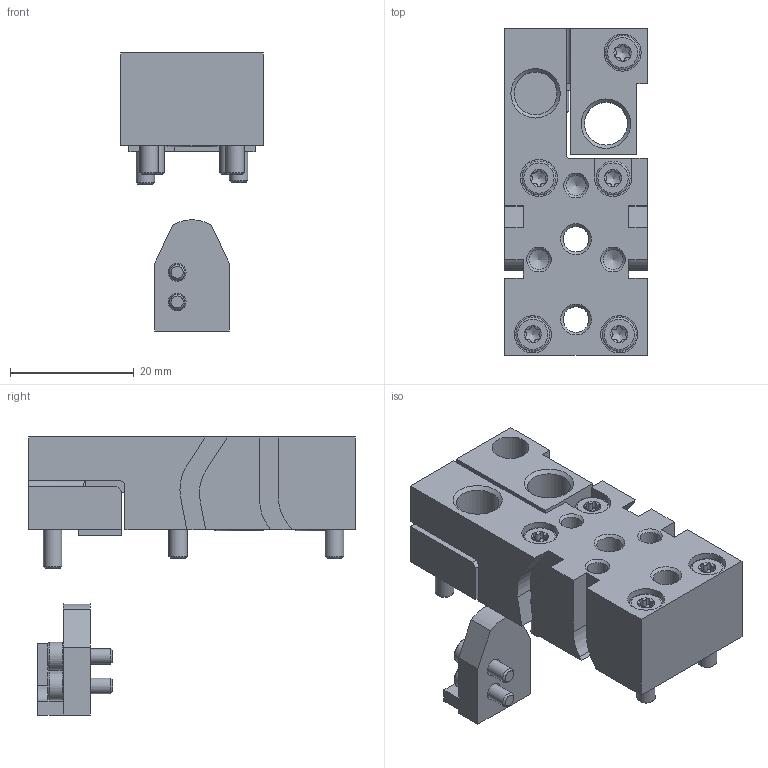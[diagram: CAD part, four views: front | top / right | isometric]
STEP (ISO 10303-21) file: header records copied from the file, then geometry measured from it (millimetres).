
FILE_DESCRIPTION(/* description */ ('STEP AP214'),/* implementation_level */ '2;1');
FILE_NAME(/* name */ '8173534_DADP-SP-G9-16-R',/* time_stamp */ '2024-08-12T19:57:54+02:00',/* author */ ('License CC BY-ND 4.0'),/* organization */ ('CADENAS'),/* preprocessor_version */ 'ST-DEVELOPER v19.3',/* originating_system */ 'PARTsolutions',/* authorisation */ ' ');
FILE_SCHEMA (('AUTOMOTIVE_DESIGN {1 0 10303 214 3 1 1}'));
Length unit declared in the file: millimetre
Products named in the file (7): 8173534 DADP-SP-G9-16-R---(high); 8156329 DGSS-16---(high_sb); ISO 14579 M3x16(F); 8156328 DGSS-16---(high_stop); ISO 14579 M3x10(F); 8156330 DGSS-16---(high_stop); ISO 14579 M2.5x8(F)
Assembly tree (11 placements, depth 2):
  8173534 DADP-SP-G9-16-R---(high)
    8156329 DGSS-16---(high_sb)
    ISO 14579 M3x16(F)  x4
    8156328 DGSS-16---(high_stop)
    ISO 14579 M3x10(F)  x2
    8156330 DGSS-16---(high_stop)
    ISO 14579 M2.5x8(F)  x2
Bounding box: 23.1 x 52.9 x 45 mm (x, y, z)
Volume: 15858.6 mm3; surface area: 10425.3 mm2
Topology: 11 solids, 13 shells, 373 faces, 895 edges, 561 vertices
Faces by surface type: cylinder 150, plane 101, cone 94, torus 28
Full cylindrical faces by diameter (mm): 2.5 x2, 2.9 x2, 3 x6, 3.242 x3, 3.3 x6, 4.134 x2, 4.5 x2, 5.5 x6, 6 x5, 6.917 x2, 8 x2
Entity records: 7103 total; most frequent: CARTESIAN_POINT 1377, DIRECTION 986, ORIENTED_EDGE 938, EDGE_CURVE 469, AXIS2_PLACEMENT_3D 374, VERTEX_POINT 343, FACE_BOUND 332, EDGE_LOOP 326
